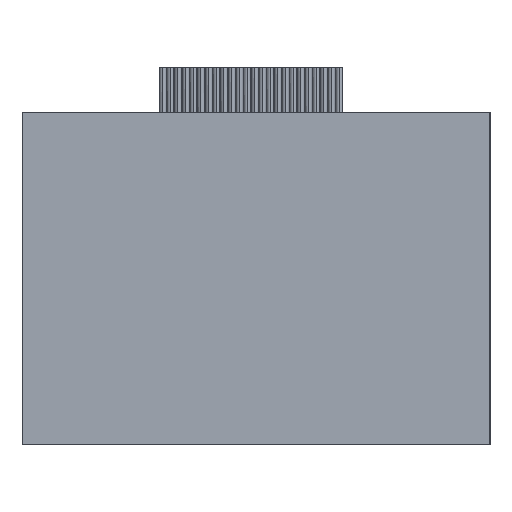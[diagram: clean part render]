
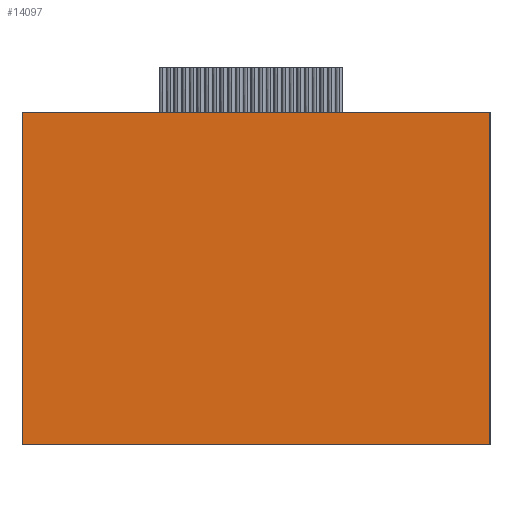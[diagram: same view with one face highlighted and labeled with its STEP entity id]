
A CAD part, left-side view. The second image highlights one B-rep face of the part: STEP entity #14097.
In plain terms, the highlighted free-form (B-spline) face has degree [1, 1] with [2, 2] control points.
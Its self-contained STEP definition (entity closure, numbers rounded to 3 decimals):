
#14062=(
BOUNDED_SURFACE()
B_SPLINE_SURFACE(1,1,((#14063,#14064),(#14065,#14066)),.UNSPECIFIED.,.F.,.F.,.F.)
B_SPLINE_SURFACE_WITH_KNOTS((2,2),(2,2),(0.000,1.000),(0.000,1.000),.UNSPECIFIED.)
GEOMETRIC_REPRESENTATION_ITEM()
RATIONAL_B_SPLINE_SURFACE(((1.,1.),(1.,1.)))
REPRESENTATION_ITEM('')
SURFACE()
);
#14063=CARTESIAN_POINT('',(-11.085,9.332,-22.));
#14064=CARTESIAN_POINT('',(-11.085,9.332,0.));
#14065=CARTESIAN_POINT('',(-11.085,-21.668,-22.));
#14066=CARTESIAN_POINT('',(-11.085,-21.668,0.));
#14067=CARTESIAN_POINT('',(-11.085,9.332,0.));
#14068=VERTEX_POINT('',#14067);
#14069=(
BOUNDED_CURVE()
B_SPLINE_CURVE(1,(#14070,#14071),.UNSPECIFIED.,.F.,.F.)
B_SPLINE_CURVE_WITH_KNOTS((2,2),(0.000,1.000),.UNSPECIFIED.)
CURVE()
GEOMETRIC_REPRESENTATION_ITEM()
RATIONAL_B_SPLINE_CURVE((1.,1.))
REPRESENTATION_ITEM('')
);
#14070=CARTESIAN_POINT('',(-11.085,9.332,0.));
#14071=CARTESIAN_POINT('',(-11.085,-21.668,0.));
#14072=CARTESIAN_POINT('',(-11.085,-21.668,0.));
#14073=VERTEX_POINT('',#14072);
#14074=EDGE_CURVE('',#14068,#14073,#14069,.T.);
#14075=ORIENTED_EDGE('',*,*,#14074,.T.);
#14076=(
BOUNDED_CURVE()
B_SPLINE_CURVE(1,(#14077,#14078),.UNSPECIFIED.,.F.,.F.)
B_SPLINE_CURVE_WITH_KNOTS((2,2),(0.000,1.000),.UNSPECIFIED.)
CURVE()
GEOMETRIC_REPRESENTATION_ITEM()
RATIONAL_B_SPLINE_CURVE((1.,1.))
REPRESENTATION_ITEM('')
);
#14077=CARTESIAN_POINT('',(-11.085,-21.668,0.));
#14078=CARTESIAN_POINT('',(-11.085,-21.668,-22.));
#14079=CARTESIAN_POINT('',(-11.085,-21.668,-22.));
#14080=VERTEX_POINT('',#14079);
#14081=EDGE_CURVE('',#14073,#14080,#14076,.T.);
#14082=ORIENTED_EDGE('',*,*,#14081,.T.);
#14083=(
BOUNDED_CURVE()
B_SPLINE_CURVE(1,(#14084,#14085),.UNSPECIFIED.,.F.,.F.)
B_SPLINE_CURVE_WITH_KNOTS((2,2),(0.000,1.000),.UNSPECIFIED.)
CURVE()
GEOMETRIC_REPRESENTATION_ITEM()
RATIONAL_B_SPLINE_CURVE((1.,1.))
REPRESENTATION_ITEM('')
);
#14084=CARTESIAN_POINT('',(-11.085,-21.668,-22.));
#14085=CARTESIAN_POINT('',(-11.085,9.332,-22.));
#14086=CARTESIAN_POINT('',(-11.085,9.332,-22.));
#14087=VERTEX_POINT('',#14086);
#14088=EDGE_CURVE('',#14080,#14087,#14083,.T.);
#14089=ORIENTED_EDGE('',*,*,#14088,.T.);
#14090=(
BOUNDED_CURVE()
B_SPLINE_CURVE(1,(#14091,#14092),.UNSPECIFIED.,.F.,.F.)
B_SPLINE_CURVE_WITH_KNOTS((2,2),(0.000,1.000),.UNSPECIFIED.)
CURVE()
GEOMETRIC_REPRESENTATION_ITEM()
RATIONAL_B_SPLINE_CURVE((1.,1.))
REPRESENTATION_ITEM('')
);
#14091=CARTESIAN_POINT('',(-11.085,9.332,-22.));
#14092=CARTESIAN_POINT('',(-11.085,9.332,0.));
#14093=EDGE_CURVE('',#14087,#14068,#14090,.T.);
#14094=ORIENTED_EDGE('',*,*,#14093,.T.);
#14095=EDGE_LOOP('',(#14075,#14082,#14089,#14094));
#14096=FACE_OUTER_BOUND('',#14095,.T.);
#14097=ADVANCED_FACE('',(#14096),#14062,.T.);
